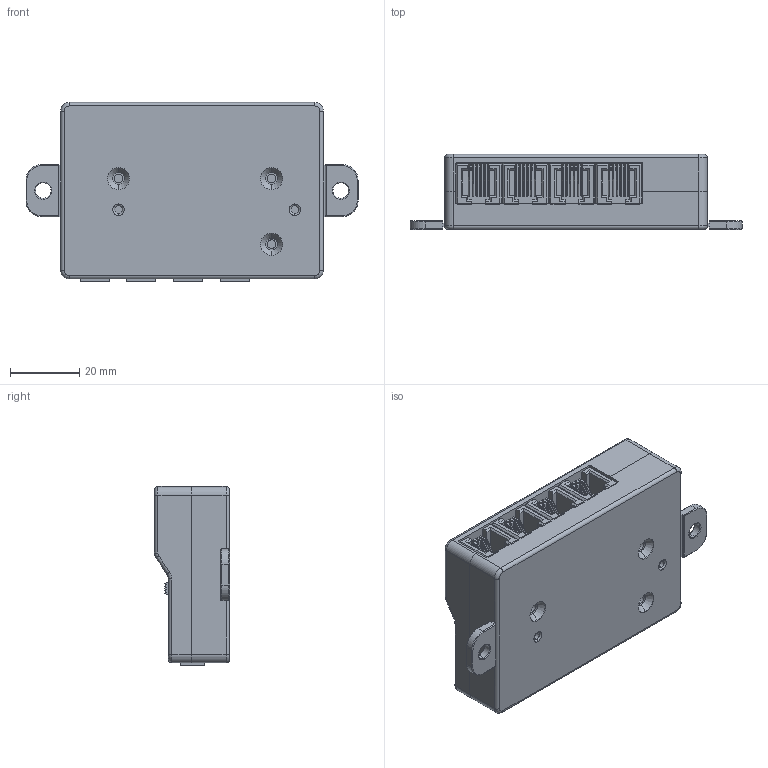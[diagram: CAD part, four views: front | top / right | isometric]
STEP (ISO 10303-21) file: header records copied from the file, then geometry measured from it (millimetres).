
FILE_DESCRIPTION (( 'STEP AP203' ), '1' );
FILE_NAME ('ESH044 - Sensor Hub.STEP', '2021-07-20T22:36:52', ( '' ), ( '' ), 'SwSTEP 2.0', 'SolidWorks 2018', '' );
FILE_SCHEMA (( 'CONFIG_CONTROL_DESIGN' ));
Length unit declared in the file: millimetre
Products named in the file (9): UX60SC-MB-5ST.stp; A-2004-1-4-LP-N-R--3DModel-STEP-56544; 1844210; ESH044 - Sensor Hub; OS202013MT5QN1.stp; SH_enclosure_top; ESH001 - Bottom; s54601-908wplf
Assembly tree (18 placements, depth 3):
  ESH044 - Sensor Hub
    1844210  x5
    A-2004-1-4-LP-N-R--3DModel-STEP-56544  x4
    SH_enclosure_top
    ESH001 - Bottom
    OS202013MT5QN1.stp  x4
    UX60SC-MB-5ST.stp
      UX60SC-MB-5ST.stp
    s54601-908wplf
Bounding box: 96 x 21.7 x 51.78 mm (x, y, z)
Volume: 37190.7 mm3; surface area: 44176 mm2
Topology: 65 solids, 65 shells, 3871 faces, 10113 edges, 6466 vertices
Faces by surface type: plane 2465, cylinder 998, torus 254, bspline 118, cone 36
Entity records: 62222 total; most frequent: CARTESIAN_POINT 13671, ORIENTED_EDGE 10022, DIRECTION 9791, EDGE_CURVE 5011, VECTOR 3439, LINE 3439, VERTEX_POINT 3194, AXIS2_PLACEMENT_3D 3176
